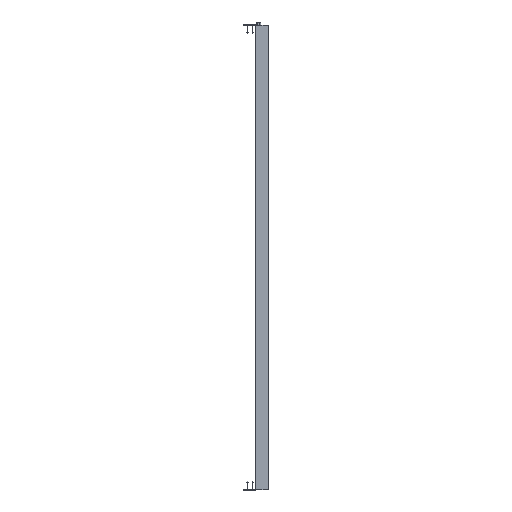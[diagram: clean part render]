
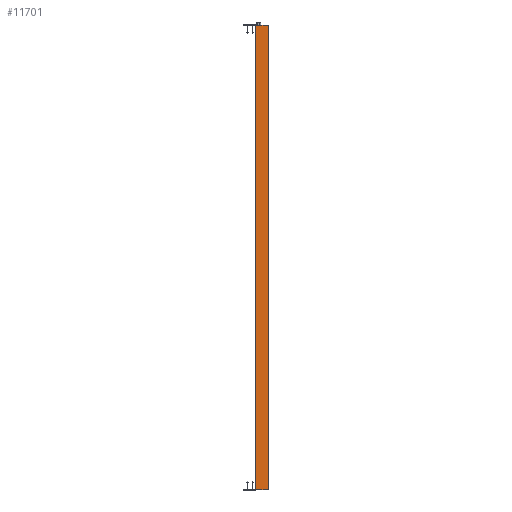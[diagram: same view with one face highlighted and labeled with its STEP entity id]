
A CAD part, left-side view. The second image highlights one B-rep face of the part: STEP entity #11701.
In plain terms, the highlighted planar face has unit normal (-1, 0, 0).
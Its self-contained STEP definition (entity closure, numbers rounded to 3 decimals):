
#375 = EDGE_CURVE ( 'NONE', #11709, #14237, #9278, .T. ) ;
#529 = VECTOR ( 'NONE', #6055, 1000. ) ;
#3007 = CARTESIAN_POINT ( 'NONE',  ( -10.9, -0.7, 542. ) ) ;
#3192 = ORIENTED_EDGE ( 'NONE', *, *, #14758, .T. ) ;
#3760 = EDGE_LOOP ( 'NONE', ( #3192, #5020, #11718, #17123 ) ) ;
#4190 = CARTESIAN_POINT ( 'NONE',  ( -10.9, -0.7, -542. ) ) ;
#4571 = CARTESIAN_POINT ( 'NONE',  ( -10.9, -0.7, -542. ) ) ;
#5018 = LINE ( 'NONE', #3007, #18643 ) ;
#5020 = ORIENTED_EDGE ( 'NONE', *, *, #375, .F. ) ;
#5816 = PLANE ( 'NONE',  #20892 ) ;
#6055 = DIRECTION ( 'NONE',  ( 0., 0., 1. ) ) ;
#6267 = CARTESIAN_POINT ( 'NONE',  ( -10.9, -29.8, -542. ) ) ;
#6789 = VECTOR ( 'NONE', #11418, 1000. ) ;
#7652 = VERTEX_POINT ( 'NONE', #8041 ) ;
#7802 = DIRECTION ( 'NONE',  ( 0., 1., 0. ) ) ;
#7810 = EDGE_CURVE ( 'NONE', #9173, #7652, #11183, .T. ) ;
#8041 = CARTESIAN_POINT ( 'NONE',  ( -10.9, -29.8, 542. ) ) ;
#9173 = VERTEX_POINT ( 'NONE', #6267 ) ;
#9278 = LINE ( 'NONE', #17916, #529 ) ;
#10752 = DIRECTION ( 'NONE',  ( 0., 0., 1. ) ) ;
#10769 = LINE ( 'NONE', #4190, #6789 ) ;
#11183 = LINE ( 'NONE', #17935, #14505 ) ;
#11418 = DIRECTION ( 'NONE',  ( 0., 1., 0. ) ) ;
#11701 = ADVANCED_FACE ( 'NONE', ( #19672 ), #5816, .F. ) ;
#11709 = VERTEX_POINT ( 'NONE', #4571 ) ;
#11718 = ORIENTED_EDGE ( 'NONE', *, *, #20122, .F. ) ;
#12577 = CARTESIAN_POINT ( 'NONE',  ( -10.9, -0.7, -542. ) ) ;
#12918 = CARTESIAN_POINT ( 'NONE',  ( -10.9, -0.7, 542. ) ) ;
#14237 = VERTEX_POINT ( 'NONE', #12918 ) ;
#14505 = VECTOR ( 'NONE', #10752, 1000. ) ;
#14758 = EDGE_CURVE ( 'NONE', #7652, #14237, #5018, .T. ) ;
#17123 = ORIENTED_EDGE ( 'NONE', *, *, #7810, .T. ) ;
#17916 = CARTESIAN_POINT ( 'NONE',  ( -10.9, -0.7, -542. ) ) ;
#17935 = CARTESIAN_POINT ( 'NONE',  ( -10.9, -29.8, -542. ) ) ;
#18643 = VECTOR ( 'NONE', #21865, 1000. ) ;
#19672 = FACE_OUTER_BOUND ( 'NONE', #3760, .T. ) ;
#19776 = DIRECTION ( 'NONE',  ( 1., 0., 0. ) ) ;
#20122 = EDGE_CURVE ( 'NONE', #9173, #11709, #10769, .T. ) ;
#20892 = AXIS2_PLACEMENT_3D ( 'NONE', #12577, #19776, #7802 ) ;
#21865 = DIRECTION ( 'NONE',  ( 0., 1., 0. ) ) ;
